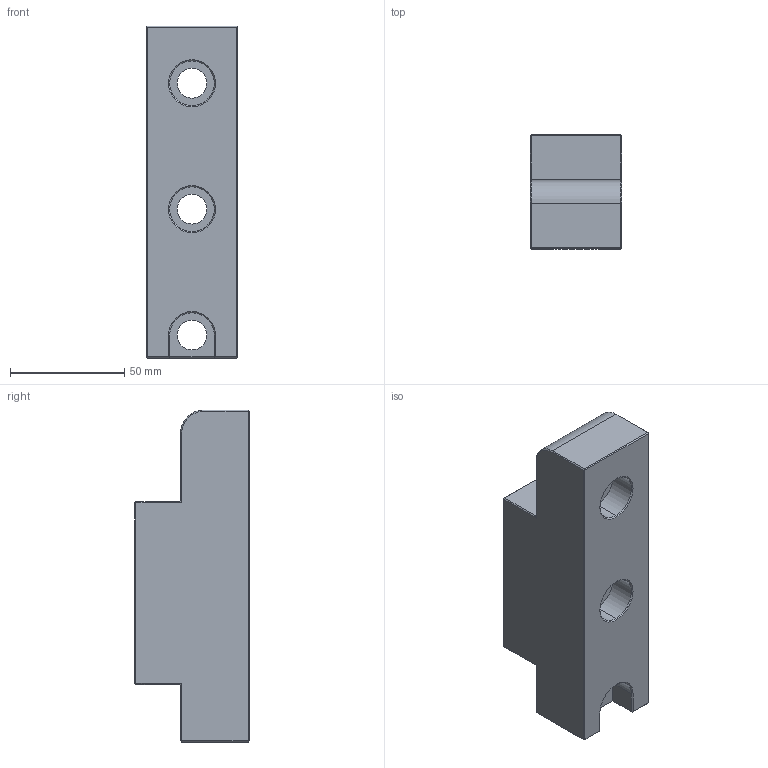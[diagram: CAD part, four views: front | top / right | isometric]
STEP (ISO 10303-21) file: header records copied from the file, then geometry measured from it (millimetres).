
FILE_DESCRIPTION(('Open CASCADE Model'),'2;1');
FILE_NAME('Open CASCADE Shape Model','2021-04-08T10:47:22',('Author'),( 'Open CASCADE'),'Open CASCADE STEP processor 7.4','Open CASCADE 7.4' ,'Unknown');
FILE_SCHEMA(('CONFIG_CONTROL_DESIGN'));
Length unit declared in the file: millimetre
Products named in the file (1): 0000028089 65
Bounding box: 40 x 50 x 145 mm (x, y, z)
Volume: 215689.7 mm3; surface area: 30977.8 mm2
Topology: 1 solids, 1 shells, 67 faces, 165 edges, 102 vertices
Faces by surface type: plane 48, cylinder 12, cone 7
Entity records: 4168 total; most frequent: CARTESIAN_POINT 731, DIRECTION 651, LINE 440, VECTOR 440, ORIENTED_EDGE 330, PCURVE 330, DEFINITIONAL_REPRESENTATION 330, EDGE_CURVE 165
